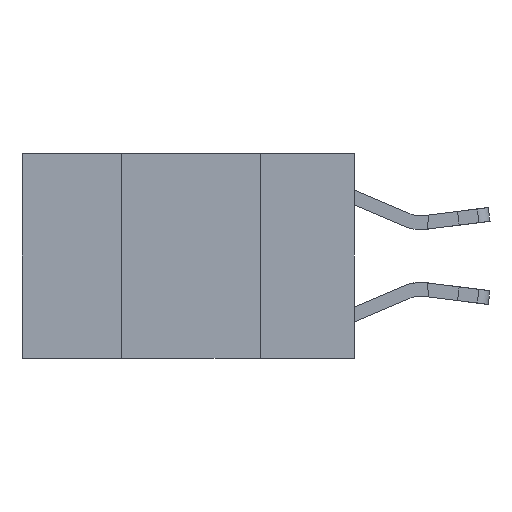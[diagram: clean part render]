
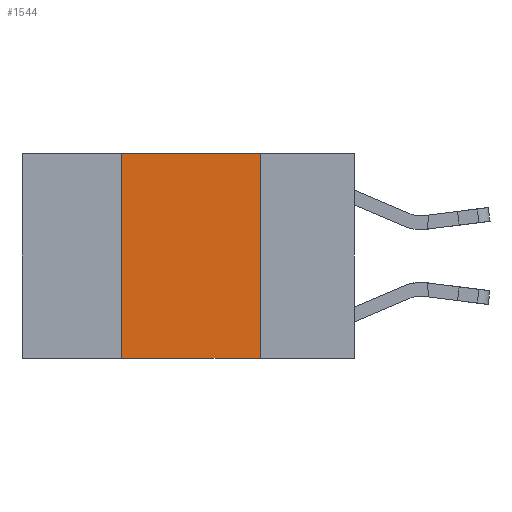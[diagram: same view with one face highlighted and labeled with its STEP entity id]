
A CAD part, left-side view. The second image highlights one B-rep face of the part: STEP entity #1544.
In plain terms, the highlighted planar face has unit normal (-1, 0, 0).
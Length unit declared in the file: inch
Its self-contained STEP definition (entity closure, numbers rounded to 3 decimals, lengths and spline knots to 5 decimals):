
#652 = VECTOR ( 'NONE', #6254, 39.37008 ) ;
#965 = CARTESIAN_POINT ( 'NONE',  ( 0., 0.42, 0. ) ) ;
#1316 = EDGE_CURVE ( 'NONE', #7886, #14582, #9409, .T. ) ;
#1491 = PLANE ( 'NONE',  #10698 ) ;
#1544 = ADVANCED_FACE ( 'NONE', ( #16801 ), #1491, .F. ) ;
#3467 = EDGE_CURVE ( 'NONE', #18900, #21502, #21740, .T. ) ;
#4380 = CARTESIAN_POINT ( 'NONE',  ( 0., 0.6, 0. ) ) ;
#4824 = CARTESIAN_POINT ( 'NONE',  ( 0., 0.6, 0. ) ) ;
#6254 = DIRECTION ( 'NONE',  ( 0., -1., 0. ) ) ;
#6406 = EDGE_CURVE ( 'NONE', #21502, #14582, #21194, .T. ) ;
#6522 = ORIENTED_EDGE ( 'NONE', *, *, #18178, .F. ) ;
#7886 = VERTEX_POINT ( 'NONE', #21000 ) ;
#9221 = ORIENTED_EDGE ( 'NONE', *, *, #1316, .T. ) ;
#9409 = LINE ( 'NONE', #16319, #20352 ) ;
#10698 = AXIS2_PLACEMENT_3D ( 'NONE', #4824, #16578, #20224 ) ;
#11993 = LINE ( 'NONE', #965, #19042 ) ;
#14582 = VERTEX_POINT ( 'NONE', #16406 ) ;
#14827 = CARTESIAN_POINT ( 'NONE',  ( 0., 0.17, 0. ) ) ;
#16319 = CARTESIAN_POINT ( 'NONE',  ( 0., 0.6, -0.37 ) ) ;
#16366 = DIRECTION ( 'NONE',  ( 0., 0., 1. ) ) ;
#16406 = CARTESIAN_POINT ( 'NONE',  ( 0., 0.17, -0.37 ) ) ;
#16578 = DIRECTION ( 'NONE',  ( 1., 0., 0. ) ) ;
#16801 = FACE_OUTER_BOUND ( 'NONE', #21713, .T. ) ;
#17446 = ORIENTED_EDGE ( 'NONE', *, *, #6406, .F. ) ;
#17741 = CARTESIAN_POINT ( 'NONE',  ( 0., 0.42, 0. ) ) ;
#18178 = EDGE_CURVE ( 'NONE', #7886, #18900, #11993, .T. ) ;
#18321 = VECTOR ( 'NONE', #21308, 39.37008 ) ;
#18618 = ORIENTED_EDGE ( 'NONE', *, *, #3467, .F. ) ;
#18669 = CARTESIAN_POINT ( 'NONE',  ( 0., 0.17, 0. ) ) ;
#18900 = VERTEX_POINT ( 'NONE', #17741 ) ;
#19042 = VECTOR ( 'NONE', #16366, 39.37008 ) ;
#20224 = DIRECTION ( 'NONE',  ( 0., 0., -1. ) ) ;
#20352 = VECTOR ( 'NONE', #21423, 39.37008 ) ;
#21000 = CARTESIAN_POINT ( 'NONE',  ( 0., 0.42, -0.37 ) ) ;
#21194 = LINE ( 'NONE', #14827, #18321 ) ;
#21308 = DIRECTION ( 'NONE',  ( 0., 0., -1. ) ) ;
#21423 = DIRECTION ( 'NONE',  ( 0., -1., 0. ) ) ;
#21502 = VERTEX_POINT ( 'NONE', #18669 ) ;
#21713 = EDGE_LOOP ( 'NONE', ( #17446, #18618, #6522, #9221 ) ) ;
#21740 = LINE ( 'NONE', #4380, #652 ) ;
